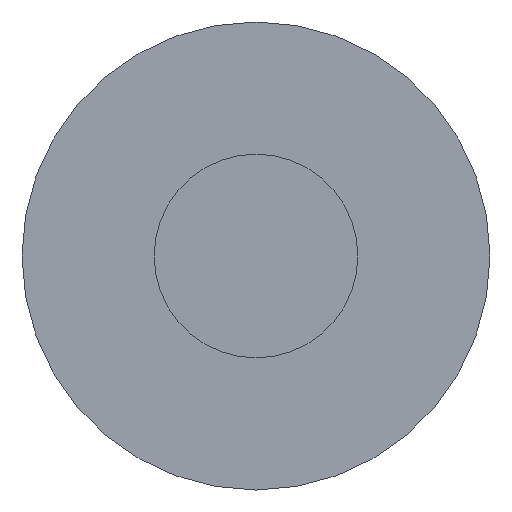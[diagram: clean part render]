
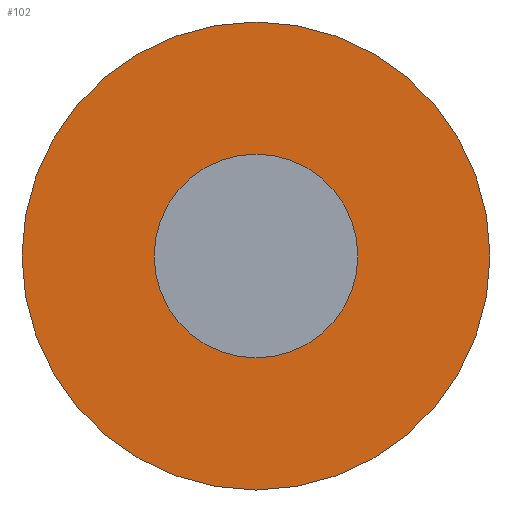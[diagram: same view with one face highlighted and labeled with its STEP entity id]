
A CAD part, left-side view. The second image highlights one B-rep face of the part: STEP entity #102.
In plain terms, the highlighted planar face has unit normal (-1, 0, 0).
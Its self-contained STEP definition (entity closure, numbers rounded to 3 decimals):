
#14=CYLINDRICAL_SURFACE('',#18,11.678);
#15=CARTESIAN_POINT('',(18.234,-46.09,50.055));
#16=DIRECTION('',(-1.,0.,0.));
#17=DIRECTION('',(0.,0.,11.678));
#18=AXIS2_PLACEMENT_3D('',#15,#16,#17);
#24=CYLINDRICAL_SURFACE('',#28,5.085);
#25=CARTESIAN_POINT('',(63.702,-46.09,50.055));
#26=DIRECTION('',(-1.,0.,0.));
#27=DIRECTION('',(0.,0.,5.085));
#28=AXIS2_PLACEMENT_3D('',#25,#26,#27);
#34=PLANE('',#37);
#35=CARTESIAN_POINT('',(-5.171,-46.09,61.732));
#36=DIRECTION('',(-1.,0.,0.));
#37=AXIS2_PLACEMENT_3D('',#35,#36,$);
#38=CIRCLE('',#39,11.678);
#39=AXIS2_PLACEMENT_3D('',#40,#41,#42);
#40=CARTESIAN_POINT('',(-5.171,-46.09,50.055));
#41=DIRECTION('',(1.,0.,0.));
#42=DIRECTION('',(0.,0.,11.678));
#43=CIRCLE('',#44,5.085);
#44=AXIS2_PLACEMENT_3D('',#45,#46,#47);
#45=CARTESIAN_POINT('',(-5.171,-46.09,50.055));
#46=DIRECTION('',(-1.,0.,0.));
#47=DIRECTION('',(0.,0.,5.085));
#102=ADVANCED_FACE('',(#103,#110),#34,.T.);
#103=FACE_BOUND('',#104,.T.);
#104=EDGE_LOOP('',(#105));
#105=ORIENTED_EDGE('',*,*,#106,.F.);
#106=EDGE_CURVE('',#108,#108,#107,.T.);
#107=INTERSECTION_CURVE('',#38,(#34,#14),.CURVE_3D.);
#108=VERTEX_POINT('',#109);
#109=CARTESIAN_POINT('',(-5.171,-46.09,61.732));
#110=FACE_BOUND('',#111,.T.);
#111=EDGE_LOOP('',(#112));
#112=ORIENTED_EDGE('',*,*,#113,.F.);
#113=EDGE_CURVE('',#115,#115,#114,.T.);
#114=INTERSECTION_CURVE('',#43,(#34,#24),.CURVE_3D.);
#115=VERTEX_POINT('',#116);
#116=CARTESIAN_POINT('',(-5.171,-46.09,44.97));
